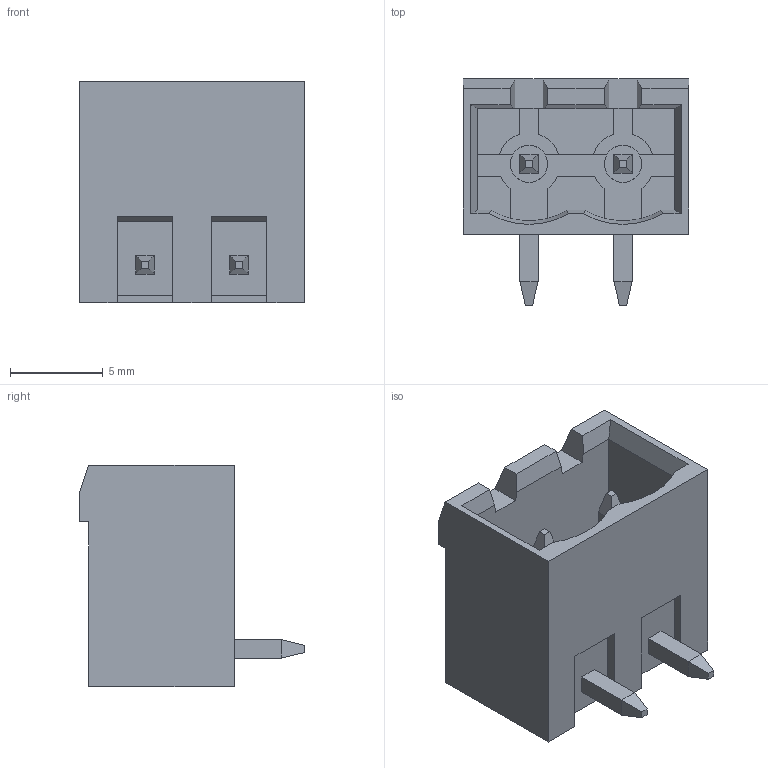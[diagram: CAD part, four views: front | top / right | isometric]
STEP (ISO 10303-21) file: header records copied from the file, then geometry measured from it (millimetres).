
FILE_DESCRIPTION((''),'2;1');
FILE_NAME('395321002','2015-02-23T',('me'),(''),'PRO/ENGINEER BY PARAMETRIC TECHNOLOGY CORPORATION, 2011490','PRO/ENGINEER BY PARAMETRIC TECHNOLOGY CORPORATION, 2011490','');
FILE_SCHEMA(('CONFIG_CONTROL_DESIGN'));
Length unit declared in the file: inch
Products named in the file (1): 395321002
Bounding box: 12.17 x 12.19 x 11.94 mm (x, y, z)
Volume: 560.3 mm3; surface area: 1153.9 mm2
Topology: 1 solids, 1 shells, 121 faces, 327 edges, 214 vertices
Faces by surface type: plane 105, cylinder 14, cone 2
Entity records: 3780 total; most frequent: CARTESIAN_POINT 681, ORIENTED_EDGE 642, DIRECTION 605, EDGE_CURVE 321, VECTOR 277, LINE 277, VERTEX_POINT 206, AXIS2_PLACEMENT_3D 164
